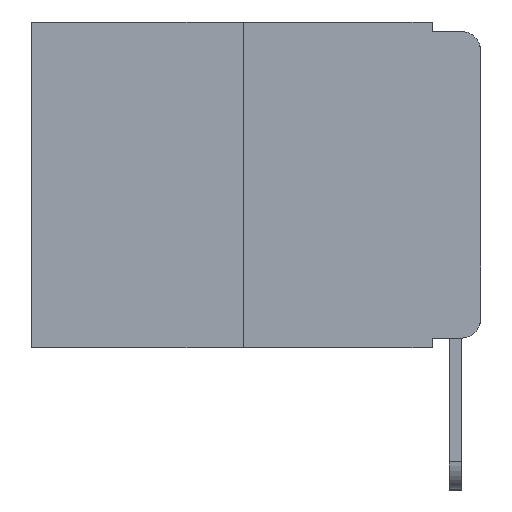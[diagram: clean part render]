
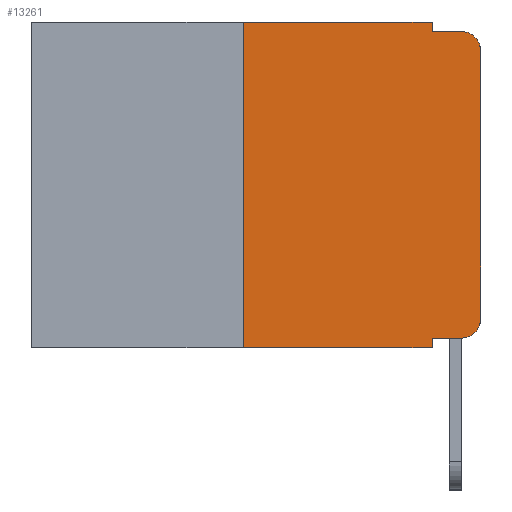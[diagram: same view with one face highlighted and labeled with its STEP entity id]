
A CAD part, left-side view. The second image highlights one B-rep face of the part: STEP entity #13261.
In plain terms, the highlighted planar face has unit normal (-1, 0, 0).
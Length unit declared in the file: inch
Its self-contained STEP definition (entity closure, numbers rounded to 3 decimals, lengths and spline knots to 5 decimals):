
#252 = CARTESIAN_POINT ( 'NONE',  ( 0., 0., -0.03 ) ) ;
#424 = VECTOR ( 'NONE', #5951, 39.37008 ) ;
#822 = CARTESIAN_POINT ( 'NONE',  ( 0., 0.051, -0.01 ) ) ;
#841 = ORIENTED_EDGE ( 'NONE', *, *, #4247, .F. ) ;
#1107 = CARTESIAN_POINT ( 'NONE',  ( 0., 0.02, -0.333 ) ) ;
#1140 = VECTOR ( 'NONE', #3083, 39.37008 ) ;
#1328 = VECTOR ( 'NONE', #12711, 39.37008 ) ;
#1836 = CARTESIAN_POINT ( 'NONE',  ( 0., 0.051, 0. ) ) ;
#1908 = CARTESIAN_POINT ( 'NONE',  ( 0., 0.051, 0. ) ) ;
#2670 = LINE ( 'NONE', #10490, #8002 ) ;
#3083 = DIRECTION ( 'NONE',  ( 0., 0., -1. ) ) ;
#3186 = CARTESIAN_POINT ( 'NONE',  ( 0., 0.051, 0. ) ) ;
#3204 = VERTEX_POINT ( 'NONE', #10835 ) ;
#3233 = VECTOR ( 'NONE', #6686, 39.37008 ) ;
#3755 = VERTEX_POINT ( 'NONE', #1908 ) ;
#4111 = ORIENTED_EDGE ( 'NONE', *, *, #4197, .T. ) ;
#4162 = DIRECTION ( 'NONE',  ( 0., -1., 0. ) ) ;
#4173 = EDGE_CURVE ( 'NONE', #6753, #3204, #11190, .T. ) ;
#4197 = EDGE_CURVE ( 'NONE', #12019, #6753, #2670, .T. ) ;
#4247 = EDGE_CURVE ( 'NONE', #12019, #10128, #10336, .T. ) ;
#4272 = EDGE_CURVE ( 'NONE', #4781, #8390, #7364, .T. ) ;
#4298 = EDGE_CURVE ( 'NONE', #3755, #10104, #11624, .T. ) ;
#4321 = EDGE_CURVE ( 'NONE', #10104, #4427, #13716, .T. ) ;
#4364 = EDGE_CURVE ( 'NONE', #7464, #4427, #5321, .T. ) ;
#4388 = EDGE_CURVE ( 'NONE', #3204, #7464, #4580, .T. ) ;
#4403 = VECTOR ( 'NONE', #9664, 39.37008 ) ;
#4427 = VERTEX_POINT ( 'NONE', #5909 ) ;
#4580 = LINE ( 'NONE', #7971, #1328 ) ;
#4649 = AXIS2_PLACEMENT_3D ( 'NONE', #11761, #5771, #12666 ) ;
#4781 = VERTEX_POINT ( 'NONE', #10990 ) ;
#4838 = AXIS2_PLACEMENT_3D ( 'NONE', #11625, #9758, #13429 ) ;
#5109 = CARTESIAN_POINT ( 'NONE',  ( 0., 0.051, -0.333 ) ) ;
#5321 = CIRCLE ( 'NONE', #4649, 0.02 ) ;
#5422 = ORIENTED_EDGE ( 'NONE', *, *, #4364, .T. ) ;
#5742 = ORIENTED_EDGE ( 'NONE', *, *, #4321, .F. ) ;
#5771 = DIRECTION ( 'NONE',  ( -1., 0., 0. ) ) ;
#5909 = CARTESIAN_POINT ( 'NONE',  ( 0., 0.02, -0.01 ) ) ;
#5951 = DIRECTION ( 'NONE',  ( 0., -1., 0. ) ) ;
#6032 = EDGE_CURVE ( 'NONE', #4781, #10128, #12990, .T. ) ;
#6064 = AXIS2_PLACEMENT_3D ( 'NONE', #12276, #6406, #13186 ) ;
#6080 = ORIENTED_EDGE ( 'NONE', *, *, #4298, .F. ) ;
#6406 = DIRECTION ( 'NONE',  ( -1., 0., 0. ) ) ;
#6500 = FACE_OUTER_BOUND ( 'NONE', #7538, .T. ) ;
#6686 = DIRECTION ( 'NONE',  ( 0., 0., -1. ) ) ;
#6707 = PLANE ( 'NONE',  #4838 ) ;
#6753 = VERTEX_POINT ( 'NONE', #1107 ) ;
#6769 = ORIENTED_EDGE ( 'NONE', *, *, #6032, .T. ) ;
#7364 = LINE ( 'NONE', #12428, #4403 ) ;
#7464 = VERTEX_POINT ( 'NONE', #252 ) ;
#7538 = EDGE_LOOP ( 'NONE', ( #7927, #5422, #5742, #6080, #11412, #9173, #6769, #841, #4111, #12258 ) ) ;
#7927 = ORIENTED_EDGE ( 'NONE', *, *, #4388, .T. ) ;
#7971 = CARTESIAN_POINT ( 'NONE',  ( 0., 0., 0. ) ) ;
#8002 = VECTOR ( 'NONE', #4162, 39.37008 ) ;
#8379 = CARTESIAN_POINT ( 'NONE',  ( 0., 0.051, -0.343 ) ) ;
#8390 = VERTEX_POINT ( 'NONE', #9779 ) ;
#8488 = EDGE_CURVE ( 'NONE', #8390, #3755, #11393, .T. ) ;
#8801 = CARTESIAN_POINT ( 'NONE',  ( 0., 0.473, -0.343 ) ) ;
#9173 = ORIENTED_EDGE ( 'NONE', *, *, #4272, .F. ) ;
#9664 = DIRECTION ( 'NONE',  ( 0., 0., 1. ) ) ;
#9758 = DIRECTION ( 'NONE',  ( 1., 0., 0. ) ) ;
#9779 = CARTESIAN_POINT ( 'NONE',  ( 0., 0.25, 0. ) ) ;
#9824 = DIRECTION ( 'NONE',  ( 0., -1., 0. ) ) ;
#10104 = VERTEX_POINT ( 'NONE', #10321 ) ;
#10128 = VERTEX_POINT ( 'NONE', #8379 ) ;
#10290 = VECTOR ( 'NONE', #10775, 39.37008 ) ;
#10321 = CARTESIAN_POINT ( 'NONE',  ( 0., 0.051, -0.01 ) ) ;
#10336 = LINE ( 'NONE', #1836, #1140 ) ;
#10490 = CARTESIAN_POINT ( 'NONE',  ( 0., 0.051, -0.333 ) ) ;
#10775 = DIRECTION ( 'NONE',  ( 0., -1., 0. ) ) ;
#10835 = CARTESIAN_POINT ( 'NONE',  ( 0., 0., -0.313 ) ) ;
#10990 = CARTESIAN_POINT ( 'NONE',  ( 0., 0.25, -0.343 ) ) ;
#11190 = CIRCLE ( 'NONE', #6064, 0.02 ) ;
#11393 = LINE ( 'NONE', #11921, #424 ) ;
#11412 = ORIENTED_EDGE ( 'NONE', *, *, #8488, .F. ) ;
#11624 = LINE ( 'NONE', #3186, #3233 ) ;
#11625 = CARTESIAN_POINT ( 'NONE',  ( 0., 0.473, 0. ) ) ;
#11761 = CARTESIAN_POINT ( 'NONE',  ( 0., 0.02, -0.03 ) ) ;
#11921 = CARTESIAN_POINT ( 'NONE',  ( 0., 0.473, 0. ) ) ;
#12019 = VERTEX_POINT ( 'NONE', #5109 ) ;
#12258 = ORIENTED_EDGE ( 'NONE', *, *, #4173, .T. ) ;
#12276 = CARTESIAN_POINT ( 'NONE',  ( 0., 0.02, -0.313 ) ) ;
#12428 = CARTESIAN_POINT ( 'NONE',  ( 0., 0.25, 0. ) ) ;
#12666 = DIRECTION ( 'NONE',  ( 0., 0., -1. ) ) ;
#12711 = DIRECTION ( 'NONE',  ( 0., 0., 1. ) ) ;
#12990 = LINE ( 'NONE', #8801, #10290 ) ;
#13186 = DIRECTION ( 'NONE',  ( 0., 0., -1. ) ) ;
#13261 = ADVANCED_FACE ( 'NONE', ( #6500 ), #6707, .F. ) ;
#13429 = DIRECTION ( 'NONE',  ( 0., 0., -1. ) ) ;
#13441 = VECTOR ( 'NONE', #9824, 39.37008 ) ;
#13716 = LINE ( 'NONE', #822, #13441 ) ;
